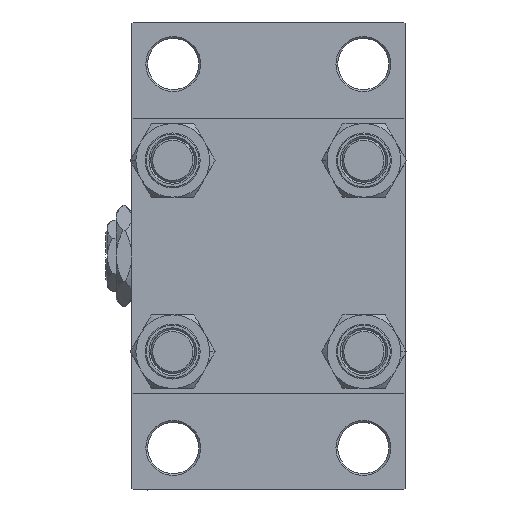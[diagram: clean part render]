
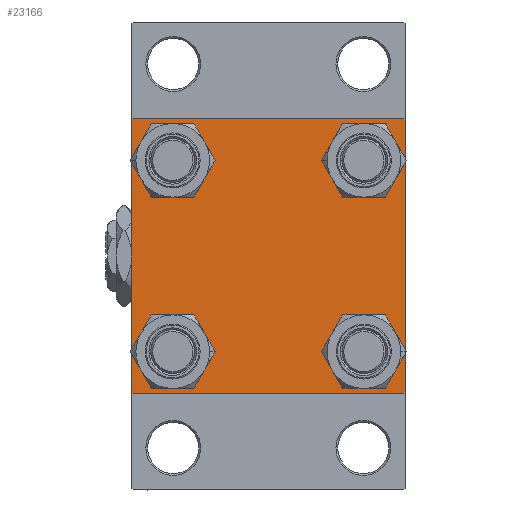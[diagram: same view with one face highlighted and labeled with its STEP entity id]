
A CAD part, left-side view. The second image highlights one B-rep face of the part: STEP entity #23166.
In plain terms, the highlighted planar face has unit normal (-1, 0, 0).
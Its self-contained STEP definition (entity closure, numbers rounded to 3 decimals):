
#337 = DIRECTION ( 'NONE',  ( 0., 0.707, 0.707 ) ) ;
#865 = CARTESIAN_POINT ( 'NONE',  ( 0., 26.15, 26.15 ) ) ;
#1033 = CARTESIAN_POINT ( 'NONE',  ( 0., -26.15, 26.15 ) ) ;
#2042 = CARTESIAN_POINT ( 'NONE',  ( 0., -26.15, -19.65 ) ) ;
#2534 = VECTOR ( 'NONE', #6707, 1000. ) ;
#2804 = VERTEX_POINT ( 'NONE', #28381 ) ;
#3022 = ORIENTED_EDGE ( 'NONE', *, *, #14196, .T. ) ;
#4021 = AXIS2_PLACEMENT_3D ( 'NONE', #29329, #48118, #28835 ) ;
#4309 = CIRCLE ( 'NONE', #17105, 6.5 ) ;
#4383 = DIRECTION ( 'NONE',  ( 0., 0., 1. ) ) ;
#4401 = CARTESIAN_POINT ( 'NONE',  ( 0., -37.5, -37. ) ) ;
#5405 = EDGE_CURVE ( 'NONE', #9171, #43340, #19153, .T. ) ;
#5690 = ORIENTED_EDGE ( 'NONE', *, *, #28014, .T. ) ;
#5955 = ORIENTED_EDGE ( 'NONE', *, *, #47138, .T. ) ;
#6479 = DIRECTION ( 'NONE',  ( 0., 0.707, -0.707 ) ) ;
#6667 = ORIENTED_EDGE ( 'NONE', *, *, #38866, .T. ) ;
#6707 = DIRECTION ( 'NONE',  ( 0., 0., -1. ) ) ;
#6891 = EDGE_LOOP ( 'NONE', ( #34894, #23737 ) ) ;
#7242 = ORIENTED_EDGE ( 'NONE', *, *, #15616, .T. ) ;
#8157 = LINE ( 'NONE', #27462, #15289 ) ;
#8513 = DIRECTION ( 'NONE',  ( 0., 0., 1. ) ) ;
#8971 = ORIENTED_EDGE ( 'NONE', *, *, #10350, .T. ) ;
#9171 = VERTEX_POINT ( 'NONE', #15907 ) ;
#10133 = CARTESIAN_POINT ( 'NONE',  ( 0., 26.15, -19.65 ) ) ;
#10350 = EDGE_CURVE ( 'NONE', #46119, #39881, #38433, .T. ) ;
#10507 = CARTESIAN_POINT ( 'NONE',  ( 0., 37.25, 37.25 ) ) ;
#11245 = LINE ( 'NONE', #26540, #44492 ) ;
#11423 = VECTOR ( 'NONE', #37477, 1000. ) ;
#11682 = EDGE_CURVE ( 'NONE', #2804, #44369, #36158, .T. ) ;
#12004 = AXIS2_PLACEMENT_3D ( 'NONE', #25065, #40102, #13272 ) ;
#12370 = CARTESIAN_POINT ( 'NONE',  ( 0., 37.5, 37. ) ) ;
#12381 = VERTEX_POINT ( 'NONE', #31454 ) ;
#12526 = DIRECTION ( 'NONE',  ( 0., -1., 0. ) ) ;
#13272 = DIRECTION ( 'NONE',  ( 0., 0., 1. ) ) ;
#13998 = VERTEX_POINT ( 'NONE', #44652 ) ;
#14196 = EDGE_CURVE ( 'NONE', #21556, #12381, #41566, .T. ) ;
#14711 = DIRECTION ( 'NONE',  ( -1., 0., 0. ) ) ;
#14907 = VERTEX_POINT ( 'NONE', #10133 ) ;
#15282 = EDGE_CURVE ( 'NONE', #38415, #39881, #38378, .T. ) ;
#15289 = VECTOR ( 'NONE', #34482, 1000. ) ;
#15616 = EDGE_CURVE ( 'NONE', #12381, #45845, #40845, .T. ) ;
#15836 = ORIENTED_EDGE ( 'NONE', *, *, #49028, .T. ) ;
#15907 = CARTESIAN_POINT ( 'NONE',  ( 0., -26.15, 32.65 ) ) ;
#16010 = ORIENTED_EDGE ( 'NONE', *, *, #47188, .T. ) ;
#16498 = ORIENTED_EDGE ( 'NONE', *, *, #5405, .T. ) ;
#16510 = CARTESIAN_POINT ( 'NONE',  ( 0., 26.15, 26.15 ) ) ;
#16682 = CIRCLE ( 'NONE', #44714, 6.5 ) ;
#17105 = AXIS2_PLACEMENT_3D ( 'NONE', #43360, #34598, #31587 ) ;
#18256 = CARTESIAN_POINT ( 'NONE',  ( 0., 37.5, 37.5 ) ) ;
#18785 = CARTESIAN_POINT ( 'NONE',  ( 0., 37.25, -37.25 ) ) ;
#19153 = CIRCLE ( 'NONE', #27952, 6.5 ) ;
#19222 = CARTESIAN_POINT ( 'NONE',  ( 0., 37., 37.5 ) ) ;
#19577 = ORIENTED_EDGE ( 'NONE', *, *, #34481, .T. ) ;
#19823 = CARTESIAN_POINT ( 'NONE',  ( 0., 37.5, 37.5 ) ) ;
#20287 = DIRECTION ( 'NONE',  ( 0., 0., 1. ) ) ;
#20355 = CARTESIAN_POINT ( 'NONE',  ( 0., -37., 37.5 ) ) ;
#20748 = FACE_BOUND ( 'NONE', #37360, .T. ) ;
#20753 = VERTEX_POINT ( 'NONE', #29390 ) ;
#21192 = CARTESIAN_POINT ( 'NONE',  ( 0., 37.5, -37.5 ) ) ;
#21556 = VERTEX_POINT ( 'NONE', #12370 ) ;
#21755 = EDGE_LOOP ( 'NONE', ( #3022, #7242, #15836, #5690, #44818, #8971, #31030, #19577 ) ) ;
#22034 = AXIS2_PLACEMENT_3D ( 'NONE', #29513, #14711, #33524 ) ;
#22240 = FACE_BOUND ( 'NONE', #6891, .T. ) ;
#23166 = ADVANCED_FACE ( 'NONE', ( #20748, #38700, #30936, #22240, #41293 ), #46213, .T. ) ;
#23737 = ORIENTED_EDGE ( 'NONE', *, *, #27154, .T. ) ;
#25065 = CARTESIAN_POINT ( 'NONE',  ( 0., 26.15, -26.15 ) ) ;
#25401 = CARTESIAN_POINT ( 'NONE',  ( 0., 37., -37.5 ) ) ;
#25566 = ORIENTED_EDGE ( 'NONE', *, *, #34947, .T. ) ;
#26540 = CARTESIAN_POINT ( 'NONE',  ( 0., -37.25, -37.25 ) ) ;
#26580 = VECTOR ( 'NONE', #44850, 1000. ) ;
#27154 = EDGE_CURVE ( 'NONE', #44369, #2804, #42896, .T. ) ;
#27462 = CARTESIAN_POINT ( 'NONE',  ( 0., -37.5, 37.5 ) ) ;
#27719 = CARTESIAN_POINT ( 'NONE',  ( 0., -26.15, 19.65 ) ) ;
#27745 = VERTEX_POINT ( 'NONE', #2042 ) ;
#27952 = AXIS2_PLACEMENT_3D ( 'NONE', #1033, #45232, #46886 ) ;
#28014 = EDGE_CURVE ( 'NONE', #20753, #41644, #11245, .T. ) ;
#28155 = AXIS2_PLACEMENT_3D ( 'NONE', #16510, #35081, #20287 ) ;
#28381 = CARTESIAN_POINT ( 'NONE',  ( 0., 26.15, 32.65 ) ) ;
#28628 = CARTESIAN_POINT ( 'NONE',  ( 0., 26.15, -32.65 ) ) ;
#28835 = DIRECTION ( 'NONE',  ( 0., 0., 1. ) ) ;
#29329 = CARTESIAN_POINT ( 'NONE',  ( 0., 26.15, -26.15 ) ) ;
#29390 = CARTESIAN_POINT ( 'NONE',  ( 0., -37., -37.5 ) ) ;
#29513 = CARTESIAN_POINT ( 'NONE',  ( 0., 0., 0. ) ) ;
#29541 = EDGE_LOOP ( 'NONE', ( #5955, #16010 ) ) ;
#30936 = FACE_BOUND ( 'NONE', #36872, .T. ) ;
#31030 = ORIENTED_EDGE ( 'NONE', *, *, #15282, .F. ) ;
#31454 = CARTESIAN_POINT ( 'NONE',  ( 0., 37.5, -37. ) ) ;
#31587 = DIRECTION ( 'NONE',  ( 0., 0., 1. ) ) ;
#33524 = DIRECTION ( 'NONE',  ( 0., 0., 1. ) ) ;
#34046 = VERTEX_POINT ( 'NONE', #28628 ) ;
#34088 = AXIS2_PLACEMENT_3D ( 'NONE', #865, #42253, #4383 ) ;
#34481 = EDGE_CURVE ( 'NONE', #38415, #21556, #44103, .T. ) ;
#34482 = DIRECTION ( 'NONE',  ( 0., 0., -1. ) ) ;
#34598 = DIRECTION ( 'NONE',  ( 1., 0., 0. ) ) ;
#34894 = ORIENTED_EDGE ( 'NONE', *, *, #11682, .T. ) ;
#34947 = EDGE_CURVE ( 'NONE', #43340, #9171, #16682, .T. ) ;
#35049 = DIRECTION ( 'NONE',  ( 0., -0.707, 0.707 ) ) ;
#35081 = DIRECTION ( 'NONE',  ( 1., 0., 0. ) ) ;
#35512 = CIRCLE ( 'NONE', #41097, 6.5 ) ;
#35637 = CARTESIAN_POINT ( 'NONE',  ( 0., -37.5, 37. ) ) ;
#36158 = CIRCLE ( 'NONE', #28155, 6.5 ) ;
#36196 = VECTOR ( 'NONE', #12526, 1000. ) ;
#36872 = EDGE_LOOP ( 'NONE', ( #42611, #6667 ) ) ;
#37230 = LINE ( 'NONE', #21192, #11423 ) ;
#37360 = EDGE_LOOP ( 'NONE', ( #16498, #25566 ) ) ;
#37477 = DIRECTION ( 'NONE',  ( 0., -1., 0. ) ) ;
#37970 = EDGE_CURVE ( 'NONE', #14907, #34046, #39194, .T. ) ;
#38010 = CARTESIAN_POINT ( 'NONE',  ( 0., -26.15, 26.15 ) ) ;
#38378 = LINE ( 'NONE', #19823, #36196 ) ;
#38415 = VERTEX_POINT ( 'NONE', #19222 ) ;
#38433 = LINE ( 'NONE', #45703, #40136 ) ;
#38700 = FACE_BOUND ( 'NONE', #29541, .T. ) ;
#38866 = EDGE_CURVE ( 'NONE', #34046, #14907, #42472, .T. ) ;
#39194 = CIRCLE ( 'NONE', #12004, 6.5 ) ;
#39881 = VERTEX_POINT ( 'NONE', #20355 ) ;
#40102 = DIRECTION ( 'NONE',  ( 1., 0., 0. ) ) ;
#40136 = VECTOR ( 'NONE', #337, 1000. ) ;
#40845 = LINE ( 'NONE', #18785, #26580 ) ;
#41097 = AXIS2_PLACEMENT_3D ( 'NONE', #46126, #42878, #8513 ) ;
#41293 = FACE_OUTER_BOUND ( 'NONE', #21755, .T. ) ;
#41489 = CARTESIAN_POINT ( 'NONE',  ( 0., 26.15, 19.65 ) ) ;
#41566 = LINE ( 'NONE', #18256, #2534 ) ;
#41638 = EDGE_CURVE ( 'NONE', #46119, #41644, #8157, .T. ) ;
#41644 = VERTEX_POINT ( 'NONE', #4401 ) ;
#42253 = DIRECTION ( 'NONE',  ( 1., 0., 0. ) ) ;
#42278 = DIRECTION ( 'NONE',  ( 1., 0., 0. ) ) ;
#42472 = CIRCLE ( 'NONE', #4021, 6.5 ) ;
#42525 = DIRECTION ( 'NONE',  ( 0., 0., 1. ) ) ;
#42611 = ORIENTED_EDGE ( 'NONE', *, *, #37970, .T. ) ;
#42878 = DIRECTION ( 'NONE',  ( 1., 0., 0. ) ) ;
#42896 = CIRCLE ( 'NONE', #34088, 6.5 ) ;
#43135 = VECTOR ( 'NONE', #6479, 1000. ) ;
#43340 = VERTEX_POINT ( 'NONE', #27719 ) ;
#43360 = CARTESIAN_POINT ( 'NONE',  ( 0., -26.15, -26.15 ) ) ;
#44103 = LINE ( 'NONE', #10507, #43135 ) ;
#44369 = VERTEX_POINT ( 'NONE', #41489 ) ;
#44492 = VECTOR ( 'NONE', #35049, 1000. ) ;
#44652 = CARTESIAN_POINT ( 'NONE',  ( 0., -26.15, -32.65 ) ) ;
#44714 = AXIS2_PLACEMENT_3D ( 'NONE', #38010, #42278, #42525 ) ;
#44818 = ORIENTED_EDGE ( 'NONE', *, *, #41638, .F. ) ;
#44850 = DIRECTION ( 'NONE',  ( 0., -0.707, -0.707 ) ) ;
#45232 = DIRECTION ( 'NONE',  ( 1., 0., 0. ) ) ;
#45703 = CARTESIAN_POINT ( 'NONE',  ( 0., -37.25, 37.25 ) ) ;
#45845 = VERTEX_POINT ( 'NONE', #25401 ) ;
#46119 = VERTEX_POINT ( 'NONE', #35637 ) ;
#46126 = CARTESIAN_POINT ( 'NONE',  ( 0., -26.15, -26.15 ) ) ;
#46213 = PLANE ( 'NONE',  #22034 ) ;
#46886 = DIRECTION ( 'NONE',  ( 0., 0., 1. ) ) ;
#47138 = EDGE_CURVE ( 'NONE', #27745, #13998, #35512, .T. ) ;
#47188 = EDGE_CURVE ( 'NONE', #13998, #27745, #4309, .T. ) ;
#48118 = DIRECTION ( 'NONE',  ( 1., 0., 0. ) ) ;
#49028 = EDGE_CURVE ( 'NONE', #45845, #20753, #37230, .T. ) ;
